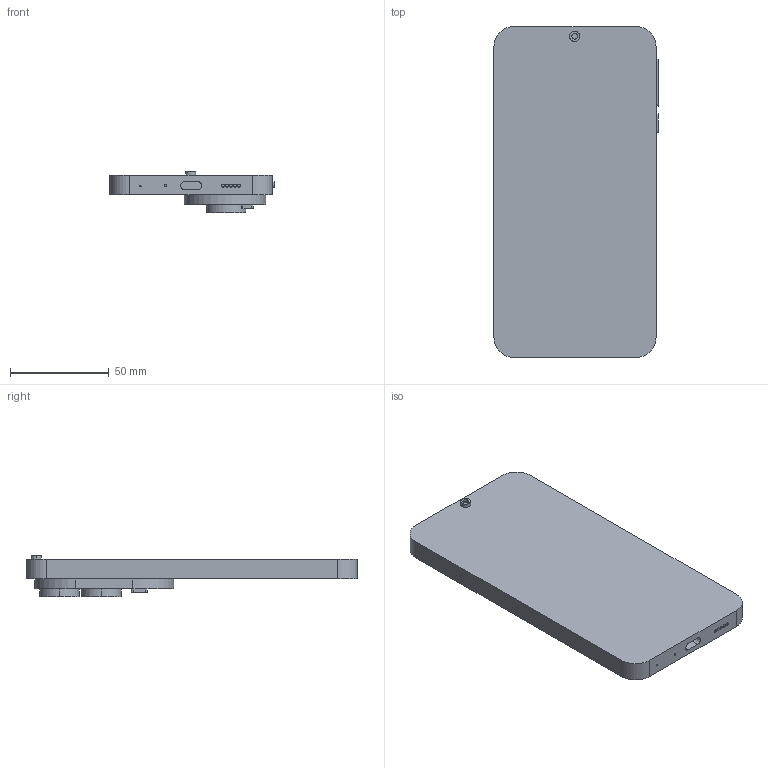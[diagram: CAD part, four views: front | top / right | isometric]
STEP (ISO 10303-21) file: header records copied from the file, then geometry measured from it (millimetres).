
FILE_DESCRIPTION (( 'STEP AP214' ), '1' );
FILE_NAME ('董佳庆.STEP', '2025-01-14T10:42:46', ( '' ), ( '' ), 'SwSTEP 2.0', 'SolidWorks 2024', '' );
FILE_SCHEMA (( 'AUTOMOTIVE_DESIGN' ));
Length unit declared in the file: millimetre
Products named in the file (6): 董佳庆; 零件2; 零件1; 零件4; 零件3; 零件5
Assembly tree (6 placements, depth 2):
  董佳庆
    零件1
    零件2
    零件3  x2
    零件4
    零件5
Bounding box: 82.99 x 167.3 x 21 mm (x, y, z)
Volume: 150215.7 mm3; surface area: 41940.7 mm2
Topology: 6 solids, 6 shells, 106 faces, 222 edges, 148 vertices
Faces by surface type: cylinder 56, plane 50
Entity records: 2823 total; most frequent: DIRECTION 514, CARTESIAN_POINT 445, ORIENTED_EDGE 408, AXIS2_PLACEMENT_3D 205, EDGE_CURVE 204, VERTEX_POINT 136, EDGE_LOOP 114, LINE 104
